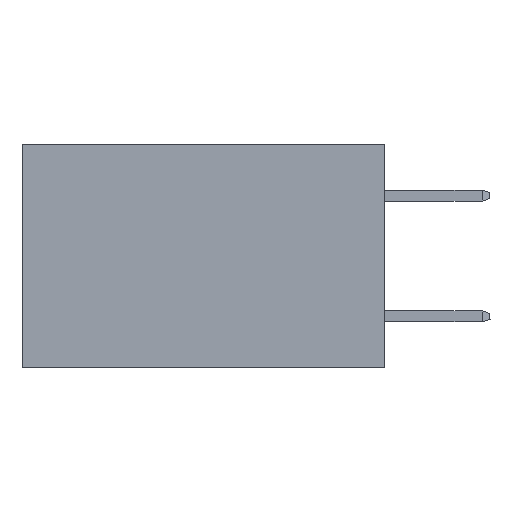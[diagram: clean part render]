
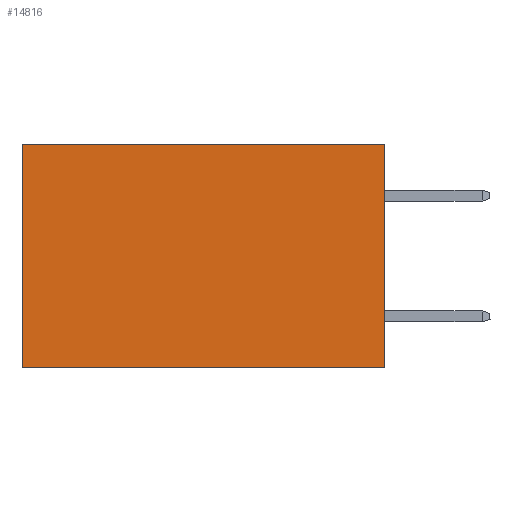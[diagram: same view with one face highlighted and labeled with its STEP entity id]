
A CAD part, left-side view. The second image highlights one B-rep face of the part: STEP entity #14816.
In plain terms, the highlighted planar face has unit normal (-1, 0, 0).
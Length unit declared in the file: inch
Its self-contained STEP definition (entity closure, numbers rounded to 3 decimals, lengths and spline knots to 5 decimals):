
#333 = AXIS2_PLACEMENT_3D ( 'NONE', #26468, #645, #15865 ) ;
#645 = DIRECTION ( 'NONE',  ( 1., 0., 0. ) ) ;
#1152 = VERTEX_POINT ( 'NONE', #10141 ) ;
#1666 = VECTOR ( 'NONE', #12595, 39.37008 ) ;
#1673 = LINE ( 'NONE', #18937, #12627 ) ;
#3677 = EDGE_LOOP ( 'NONE', ( #27141, #11765, #24662, #19560 ) ) ;
#3912 = CARTESIAN_POINT ( 'NONE',  ( 0.298, 0.6, 0. ) ) ;
#5970 = CARTESIAN_POINT ( 'NONE',  ( 0.298, 0., 0. ) ) ;
#6606 = VERTEX_POINT ( 'NONE', #20479 ) ;
#8195 = LINE ( 'NONE', #5970, #1666 ) ;
#9754 = VECTOR ( 'NONE', #17996, 39.37008 ) ;
#10141 = CARTESIAN_POINT ( 'NONE',  ( 0.298, 0., -0.37 ) ) ;
#10417 = VERTEX_POINT ( 'NONE', #21751 ) ;
#10624 = CARTESIAN_POINT ( 'NONE',  ( 0.298, 0.6, -0.37 ) ) ;
#11522 = PLANE ( 'NONE',  #333 ) ;
#11765 = ORIENTED_EDGE ( 'NONE', *, *, #18228, .F. ) ;
#12595 = DIRECTION ( 'NONE',  ( 0., 0., -1. ) ) ;
#12627 = VECTOR ( 'NONE', #21095, 39.37008 ) ;
#14017 = LINE ( 'NONE', #3912, #24075 ) ;
#14816 = ADVANCED_FACE ( 'NONE', ( #24925 ), #11522, .F. ) ;
#15865 = DIRECTION ( 'NONE',  ( 0., 0., -1. ) ) ;
#15899 = VERTEX_POINT ( 'NONE', #10624 ) ;
#16968 = DIRECTION ( 'NONE',  ( 0., 0., -1. ) ) ;
#17996 = DIRECTION ( 'NONE',  ( 0., 1., 0. ) ) ;
#18061 = LINE ( 'NONE', #24317, #9754 ) ;
#18228 = EDGE_CURVE ( 'NONE', #1152, #15899, #18061, .T. ) ;
#18386 = EDGE_CURVE ( 'NONE', #6606, #10417, #1673, .T. ) ;
#18937 = CARTESIAN_POINT ( 'NONE',  ( 0.298, 0., 0. ) ) ;
#19560 = ORIENTED_EDGE ( 'NONE', *, *, #18386, .T. ) ;
#20479 = CARTESIAN_POINT ( 'NONE',  ( 0.298, 0., 0. ) ) ;
#21095 = DIRECTION ( 'NONE',  ( 0., 1., 0. ) ) ;
#21751 = CARTESIAN_POINT ( 'NONE',  ( 0.298, 0.6, 0. ) ) ;
#22465 = EDGE_CURVE ( 'NONE', #6606, #1152, #8195, .T. ) ;
#24075 = VECTOR ( 'NONE', #16968, 39.37008 ) ;
#24317 = CARTESIAN_POINT ( 'NONE',  ( 0.298, 0., -0.37 ) ) ;
#24662 = ORIENTED_EDGE ( 'NONE', *, *, #22465, .F. ) ;
#24925 = FACE_OUTER_BOUND ( 'NONE', #3677, .T. ) ;
#26468 = CARTESIAN_POINT ( 'NONE',  ( 0.298, 0., 0. ) ) ;
#27141 = ORIENTED_EDGE ( 'NONE', *, *, #27188, .T. ) ;
#27188 = EDGE_CURVE ( 'NONE', #10417, #15899, #14017, .T. ) ;
